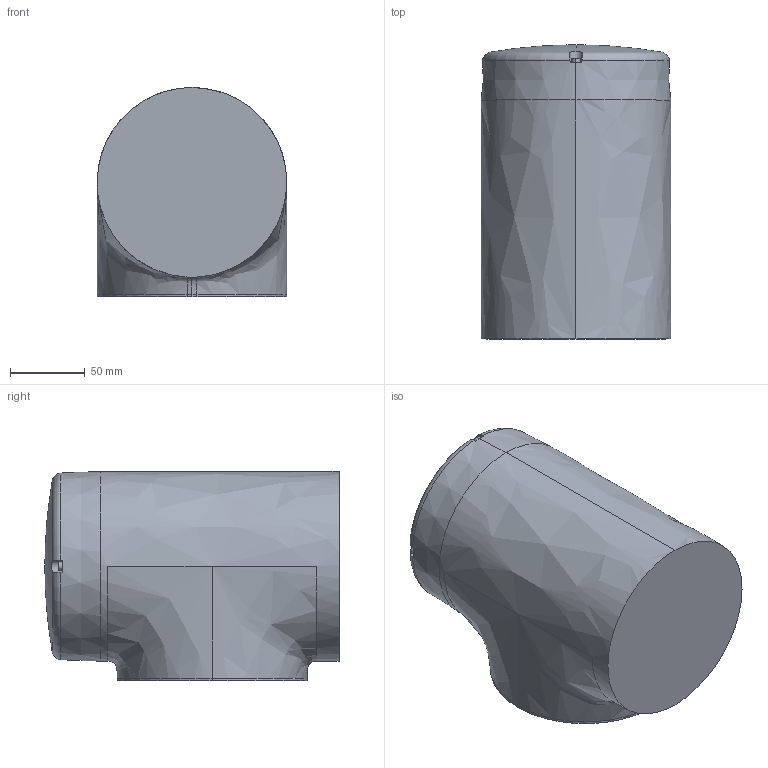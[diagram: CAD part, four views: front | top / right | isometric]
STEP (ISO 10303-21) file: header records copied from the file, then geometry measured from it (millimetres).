
FILE_DESCRIPTION (( 'STEP AP214' ), '1' );
FILE_NAME ('CRB15000_5kg-950_OmniCore_rev00_LINK1_CAD.step', '2021-01-29T06:10:22', ( '' ), ( '' ), 'SwSTEP 2.0', 'SolidWorks 2018', '' );
FILE_SCHEMA (( 'AUTOMOTIVE_DESIGN' ));
Length unit declared in the file: millimetre
Products named in the file (1): CRB15000_5kg-950_OmniCore_rev00_LINK1_CAD
Bounding box: 127 x 196.97 x 140.09 mm (x, y, z)
Volume: 2767386 mm3; surface area: 111162 mm2
Topology: 1 solids, 1 shells, 65 faces, 163 edges, 104 vertices
Faces by surface type: plane 25, bspline 16, cylinder 12, cone 8, torus 4
Entity records: 7150 total; most frequent: CARTESIAN_POINT 5710, ORIENTED_EDGE 326, DIRECTION 236, EDGE_CURVE 163, VERTEX_POINT 104, AXIS2_PLACEMENT_3D 92, B_SPLINE_CURVE_WITH_KNOTS 69, EDGE_LOOP 69
